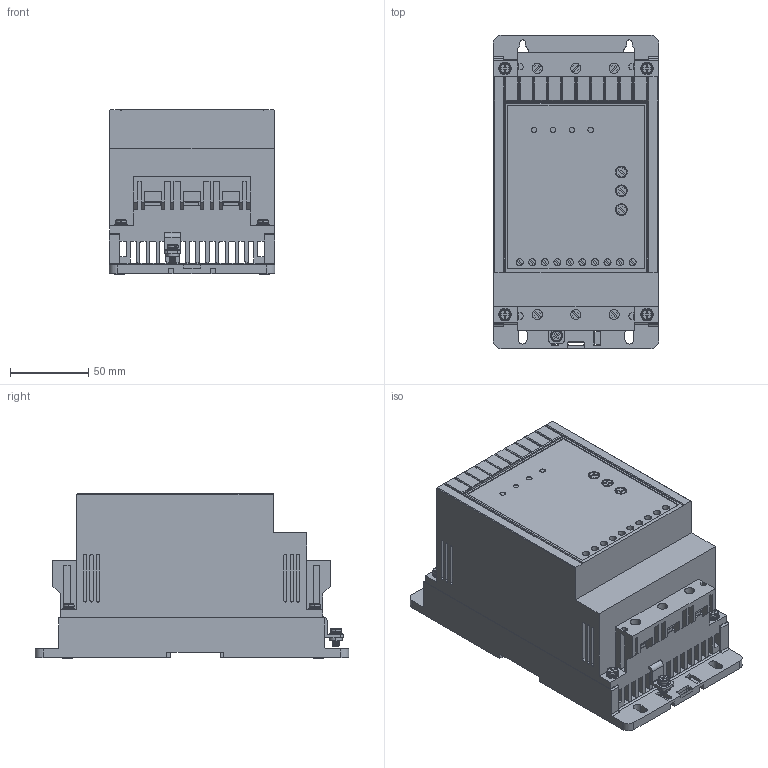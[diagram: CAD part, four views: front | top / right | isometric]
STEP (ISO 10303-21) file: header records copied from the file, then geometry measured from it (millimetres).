
FILE_DESCRIPTION (( 'STEP AP214' ), '1' );
FILE_NAME ('SFB-33-D75-A-10 ÓÏÏ SFB 3Ô 380Â 7,5êÂò 15A Uóïð 110-220Â Modbus ONI.STEP', '2020-10-19T17:22:17', ( '' ), ( '' ), 'SwSTEP 2.0', 'SolidWorks 2017', '' );
FILE_SCHEMA (( 'AUTOMOTIVE_DESIGN' ));
Length unit declared in the file: millimetre
Products named in the file (1): SFB-33-D75-A-10 ÓÏÏ SFB 3Ô 380Â 7,5êÂò 15A Uóïð 110-220Â Modbus ONI
Bounding box: 105.4 x 200 x 105 mm (x, y, z)
Volume: 1491939.8 mm3; surface area: 213984.2 mm2
Topology: 1 solids, 11 shells, 1407 faces, 3709 edges, 2404 vertices
Faces by surface type: plane 1019, cylinder 346, bspline 42
Entity records: 47132 total; most frequent: CARTESIAN_POINT 12171, ORIENTED_EDGE 7418, DIRECTION 6986, EDGE_CURVE 3709, LINE 2884, VECTOR 2884, VERTEX_POINT 2404, AXIS2_PLACEMENT_3D 2051
